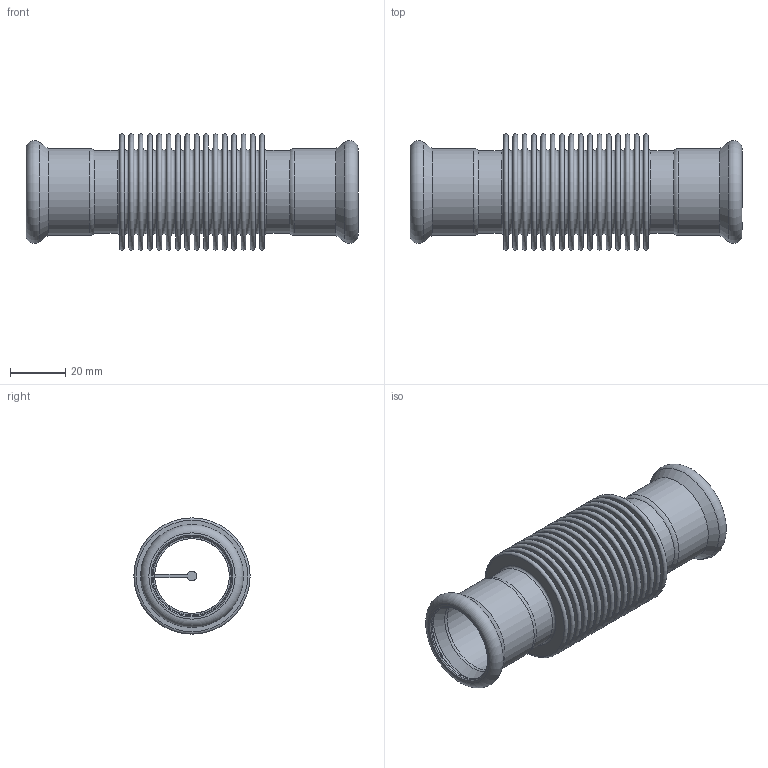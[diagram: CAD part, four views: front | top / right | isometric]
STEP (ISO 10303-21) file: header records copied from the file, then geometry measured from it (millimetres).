
FILE_DESCRIPTION(/* description */ (''),/* implementation_level */ '2;1');
FILE_NAME(/* name */ '33925.stp',/* time_stamp */ '2014-04-03T12:03:20+02:00',/* author */ ('bruh'),/* organization */ (''),/* preprocessor_version */ 'ST-DEVELOPER v15.2',/* originating_system */ 'Autodesk Inventor 2014',/* authorisation */ '');
FILE_SCHEMA (('AUTOMOTIVE_DESIGN { 1 0 10303 214 3 1 1 }'));
Length unit declared in the file: millimetre
Products named in the file (3): 90713; 33925
Bounding box: 120 x 42 x 42 mm (x, y, z)
Volume: 35777.9 mm3; surface area: 44381.7 mm2
Topology: 3 solids, 3 shells, 110 faces, 186 edges, 118 vertices
Faces by surface type: plane 48, torus 41, cylinder 13, cone 8
Full cylindrical faces by diameter (mm): 27 x3, 28.2 x2, 28.8 x2, 30 x2, 31.3 x2
Entity records: 1934 total; most frequent: DIRECTION 374, CARTESIAN_POINT 283, ORIENTED_EDGE 192, AXIS2_PLACEMENT_3D 183, EDGE_LOOP 174, FACE_BOUND 103, EDGE_CURVE 96, VERTEX_POINT 92
